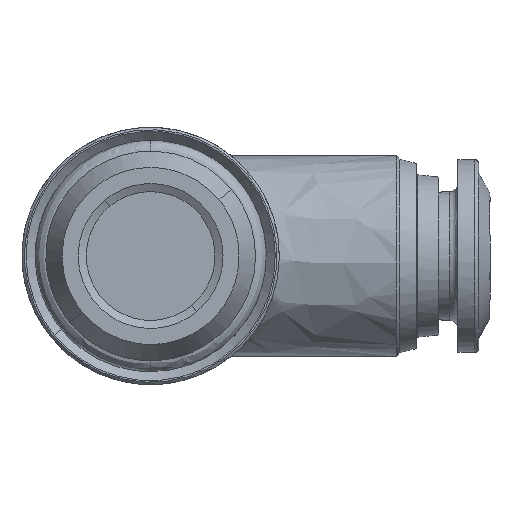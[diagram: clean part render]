
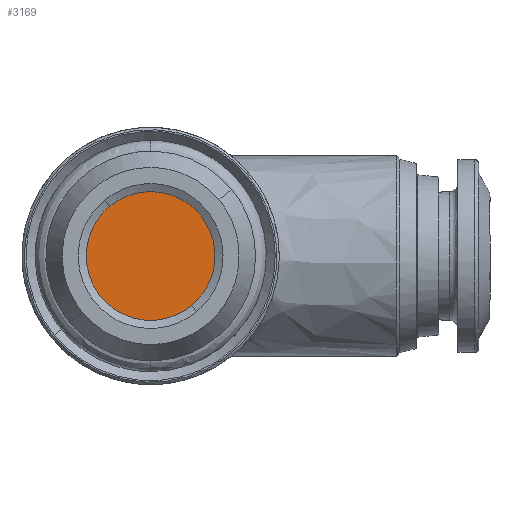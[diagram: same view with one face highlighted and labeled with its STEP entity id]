
A CAD part, front view. The second image highlights one B-rep face of the part: STEP entity #3169.
In plain terms, the highlighted free-form (B-spline) face has degree [1, 1] with [2, 2] control points.
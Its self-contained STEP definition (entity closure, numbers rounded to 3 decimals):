
#279 = CARTESIAN_POINT ( 'NONE',  ( -8.717, -29.389, -2.004 ) ) ;
#538 = EDGE_LOOP ( 'NONE', ( #1105, #624 ) ) ;
#624 = ORIENTED_EDGE ( 'NONE', *, *, #800, .F. ) ;
#756 = CARTESIAN_POINT ( 'NONE',  ( 4.048, -29.389, 4.048 ) ) ;
#800 = EDGE_CURVE ( 'NONE', #2799, #6251, #6533, .T. ) ;
#904 = CARTESIAN_POINT ( 'NONE',  ( -2.545, -29.389, 3.086 ) ) ;
#965 =( BOUNDED_CURVE ( )  B_SPLINE_CURVE ( 3, ( #1893, #3504, #279, #904 ),
 .UNSPECIFIED., .F., .F. ) 
 B_SPLINE_CURVE_WITH_KNOTS ( ( 4, 4 ),
 ( -3.142, 0. ),
 .UNSPECIFIED. ) 
 CURVE ( )  GEOMETRIC_REPRESENTATION_ITEM ( )  RATIONAL_B_SPLINE_CURVE ( ( 1., 0.333, 0.333, 1. ) ) 
 REPRESENTATION_ITEM ( '' )  );
#1092 = EDGE_CURVE ( 'NONE', #6251, #2799, #965, .T. ) ;
#1105 = ORIENTED_EDGE ( 'NONE', *, *, #1092, .F. ) ;
#1399 = FACE_OUTER_BOUND ( 'NONE', #538, .T. ) ;
#1825 = CARTESIAN_POINT ( 'NONE',  ( -4.048, -29.389, 4.048 ) ) ;
#1893 = CARTESIAN_POINT ( 'NONE',  ( 2.545, -29.389, -3.086 ) ) ;
#1952 = CARTESIAN_POINT ( 'NONE',  ( 4.353, -29.389, -1.595 ) ) ;
#2105 = B_SPLINE_SURFACE_WITH_KNOTS ( 'NONE', 1, 1, ( 
 ( #3436, #756 ),
 ( #6534, #1825 ) ),
 .UNSPECIFIED., .F., .F., .F.,
 ( 2, 2 ),
 ( 2, 2 ),
 ( 0., 1. ),
 ( 0., 1. ),
 .UNSPECIFIED. ) ;
#2799 = VERTEX_POINT ( 'NONE', #6867 ) ;
#3169 = ADVANCED_FACE ( 'NONE', ( #1399 ), #2105, .F. ) ;
#3436 = CARTESIAN_POINT ( 'NONE',  ( 4.048, -29.389, -4.048 ) ) ;
#3504 = CARTESIAN_POINT ( 'NONE',  ( -3.627, -29.389, -8.176 ) ) ;
#3598 = CARTESIAN_POINT ( 'NONE',  ( 1.595, -29.389, 4.353 ) ) ;
#3649 = CARTESIAN_POINT ( 'NONE',  ( -0.737, -29.389, 4.577 ) ) ;
#4716 = CARTESIAN_POINT ( 'NONE',  ( 2.545, -29.389, -3.086 ) ) ;
#6201 = CARTESIAN_POINT ( 'NONE',  ( 4.577, -29.389, 0.737 ) ) ;
#6251 = VERTEX_POINT ( 'NONE', #6395 ) ;
#6395 = CARTESIAN_POINT ( 'NONE',  ( 2.545, -29.389, -3.086 ) ) ;
#6533 =( BOUNDED_CURVE ( )  B_SPLINE_CURVE ( 3, ( #6726, #3649, #3598, #6776, #6201, #1952, #4716 ),
 .UNSPECIFIED., .F., .F. ) 
 B_SPLINE_CURVE_WITH_KNOTS ( ( 4, 3, 4 ),
 ( -3.142, -1.571, 0. ),
 .UNSPECIFIED. ) 
 CURVE ( )  GEOMETRIC_REPRESENTATION_ITEM ( )  RATIONAL_B_SPLINE_CURVE ( ( 1., 0.805, 0.805, 1., 0.805, 0.805, 1. ) ) 
 REPRESENTATION_ITEM ( '' )  );
#6534 = CARTESIAN_POINT ( 'NONE',  ( -4.048, -29.389, -4.048 ) ) ;
#6726 = CARTESIAN_POINT ( 'NONE',  ( -2.545, -29.389, 3.086 ) ) ;
#6776 = CARTESIAN_POINT ( 'NONE',  ( 3.086, -29.389, 2.545 ) ) ;
#6867 = CARTESIAN_POINT ( 'NONE',  ( -2.545, -29.389, 3.086 ) ) ;
